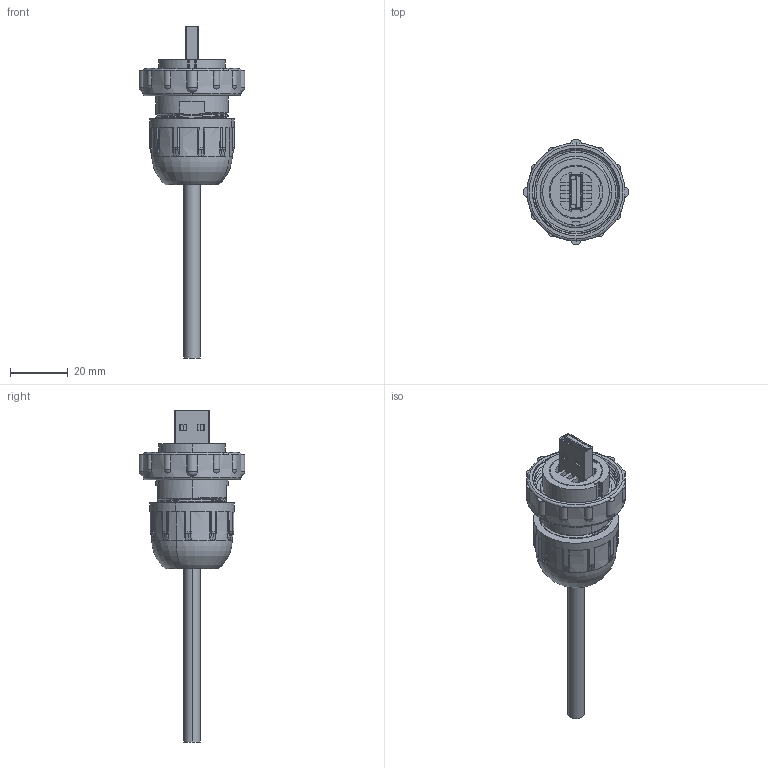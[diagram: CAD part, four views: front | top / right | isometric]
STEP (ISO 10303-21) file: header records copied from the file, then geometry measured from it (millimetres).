
FILE_DESCRIPTION (( 'STEP AP203' ), '1' );
FILE_NAME ('DCC-USBAT-150.STEP', '2017-07-26T14:51:42', ( '' ), ( '' ), 'SwSTEP 2.0', 'SolidWorks 2017', '' );
FILE_SCHEMA (( 'CONFIG_CONTROL_DESIGN' ));
Length unit declared in the file: inch
Products named in the file (2): DCC-USBAT-150
Bounding box: 36.66 x 36.66 x 115.29 mm (x, y, z)
Volume: 26515.8 mm3; surface area: 10433.8 mm2
Topology: 1 solids, 1 shells, 496 faces, 1347 edges, 865 vertices
Faces by surface type: plane 220, cylinder 116, bspline 95, cone 30, torus 23, sphere 12
Entity records: 20211 total; most frequent: CARTESIAN_POINT 8294, ORIENTED_EDGE 2690, DIRECTION 2196, EDGE_CURVE 1345, VERTEX_POINT 865, AXIS2_PLACEMENT_3D 771, VECTOR 654, LINE 654
